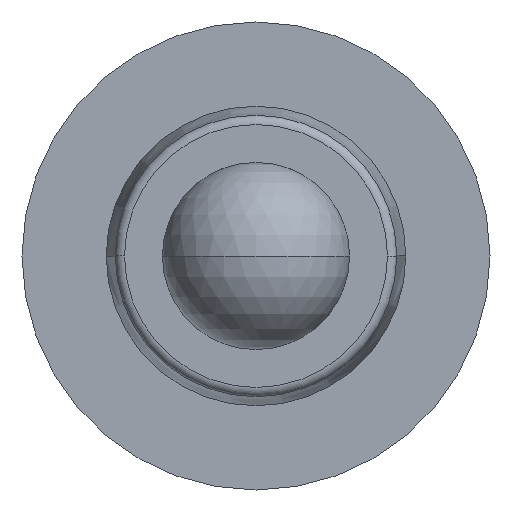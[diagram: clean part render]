
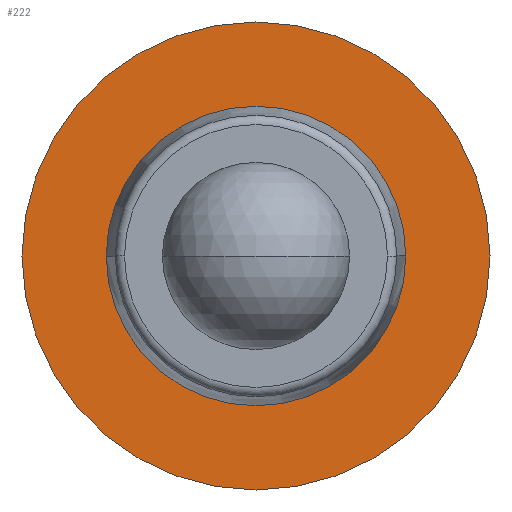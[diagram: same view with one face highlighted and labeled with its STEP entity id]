
A CAD part, front view. The second image highlights one B-rep face of the part: STEP entity #222.
In plain terms, the highlighted planar face has unit normal (0, -1, 0).
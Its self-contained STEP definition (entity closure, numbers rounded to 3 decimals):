
#35 = ORIENTED_EDGE ( 'NONE', *, *, #55, .F. ) ;
#55 = EDGE_CURVE ( 'NONE', #135, #332, #713, .T. ) ;
#66 = AXIS2_PLACEMENT_3D ( 'NONE', #658, #101, #661 ) ;
#77 = CARTESIAN_POINT ( 'NONE',  ( 0., -6.5, 0. ) ) ;
#101 = DIRECTION ( 'NONE',  ( 0., 1., 0. ) ) ;
#123 = DIRECTION ( 'NONE',  ( 1., 0., 0. ) ) ;
#135 = VERTEX_POINT ( 'NONE', #251 ) ;
#141 = AXIS2_PLACEMENT_3D ( 'NONE', #77, #437, #762 ) ;
#197 = DIRECTION ( 'NONE',  ( -1., 0., 0. ) ) ;
#214 = VERTEX_POINT ( 'NONE', #305 ) ;
#222 = ADVANCED_FACE ( 'NONE', ( #405, #266 ), #255, .T. ) ;
#251 = CARTESIAN_POINT ( 'NONE',  ( 1.25, -6.5, 0. ) ) ;
#255 = PLANE ( 'NONE',  #806 ) ;
#258 = EDGE_LOOP ( 'NONE', ( #441, #35 ) ) ;
#261 = CARTESIAN_POINT ( 'NONE',  ( 0., -6.5, 0. ) ) ;
#266 = FACE_OUTER_BOUND ( 'NONE', #258, .T. ) ;
#298 = DIRECTION ( 'NONE',  ( -1., 0., 0. ) ) ;
#305 = CARTESIAN_POINT ( 'NONE',  ( 0.8, -6.5, 0. ) ) ;
#309 = CIRCLE ( 'NONE', #141, 1.25 ) ;
#326 = EDGE_CURVE ( 'NONE', #332, #135, #309, .T. ) ;
#332 = VERTEX_POINT ( 'NONE', #382 ) ;
#366 = CARTESIAN_POINT ( 'NONE',  ( 0., -6.5, 0. ) ) ;
#379 = CARTESIAN_POINT ( 'NONE',  ( -0.8, -6.5, 0. ) ) ;
#382 = CARTESIAN_POINT ( 'NONE',  ( -1.25, -6.5, 0. ) ) ;
#397 = EDGE_CURVE ( 'NONE', #439, #214, #706, .T. ) ;
#405 = FACE_BOUND ( 'NONE', #660, .T. ) ;
#420 = DIRECTION ( 'NONE',  ( 0., 1., 0. ) ) ;
#437 = DIRECTION ( 'NONE',  ( 0., 1., 0. ) ) ;
#439 = VERTEX_POINT ( 'NONE', #379 ) ;
#441 = ORIENTED_EDGE ( 'NONE', *, *, #326, .F. ) ;
#487 = CARTESIAN_POINT ( 'NONE',  ( -1.25, -6.5, 0. ) ) ;
#500 = CIRCLE ( 'NONE', #66, 0.8 ) ;
#502 = AXIS2_PLACEMENT_3D ( 'NONE', #261, #701, #197 ) ;
#609 = ORIENTED_EDGE ( 'NONE', *, *, #397, .T. ) ;
#611 = EDGE_CURVE ( 'NONE', #214, #439, #500, .T. ) ;
#618 = DIRECTION ( 'NONE',  ( 0., -1., 0. ) ) ;
#658 = CARTESIAN_POINT ( 'NONE',  ( 0., -6.5, 0. ) ) ;
#660 = EDGE_LOOP ( 'NONE', ( #609, #814 ) ) ;
#661 = DIRECTION ( 'NONE',  ( -1., 0., 0. ) ) ;
#701 = DIRECTION ( 'NONE',  ( 0., 1., 0. ) ) ;
#706 = CIRCLE ( 'NONE', #502, 0.8 ) ;
#713 = CIRCLE ( 'NONE', #779, 1.25 ) ;
#762 = DIRECTION ( 'NONE',  ( -1., 0., 0. ) ) ;
#779 = AXIS2_PLACEMENT_3D ( 'NONE', #366, #420, #298 ) ;
#806 = AXIS2_PLACEMENT_3D ( 'NONE', #487, #618, #123 ) ;
#814 = ORIENTED_EDGE ( 'NONE', *, *, #611, .T. ) ;
